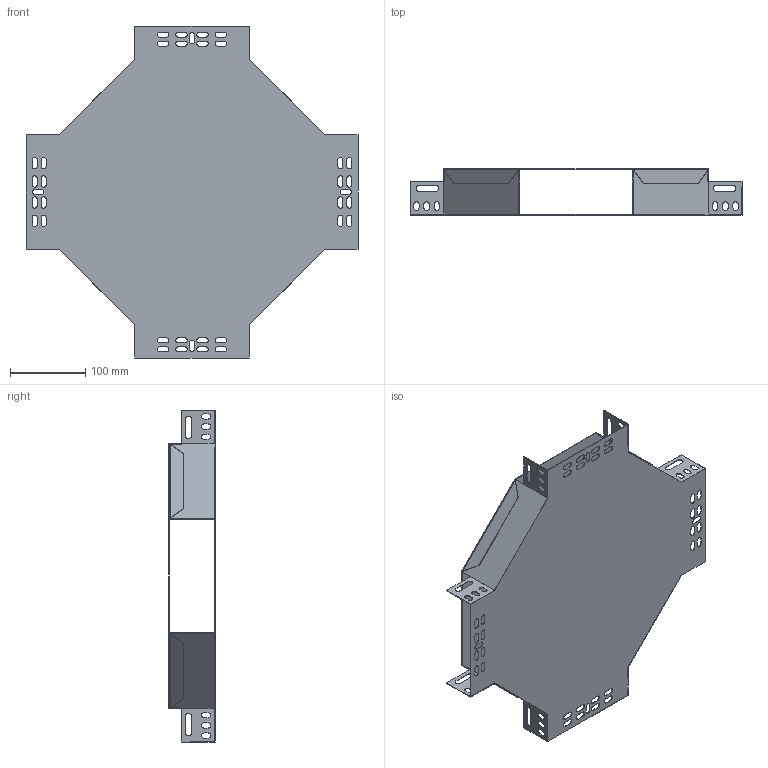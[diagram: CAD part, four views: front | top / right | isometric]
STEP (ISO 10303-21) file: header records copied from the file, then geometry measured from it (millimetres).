
FILE_DESCRIPTION (( 'STEP AP203' ), '1' );
FILE_NAME ('CLP1X-060-150-1 Êðåñòîâèíà 60õ150 ìì..STEP', '2016-03-11T08:20:37', ( '' ), ( '' ), 'SwSTEP 2.0', 'SolidWorks 2014', '' );
FILE_SCHEMA (( 'CONFIG_CONTROL_DESIGN' ));
Length unit declared in the file: millimetre
Products named in the file (1): CLP1X-060-150-1 Êðåñòîâèíà 60õ150 ìì.
Bounding box: 441.34 x 61.6 x 441.34 mm (x, y, z)
Volume: 229429.6 mm3; surface area: 578322.2 mm2
Topology: 2 solids, 2 shells, 364 faces, 1048 edges, 688 vertices
Faces by surface type: plane 228, cylinder 136
Entity records: 12255 total; most frequent: CARTESIAN_POINT 2101, ORIENTED_EDGE 2096, DIRECTION 2050, EDGE_CURVE 1048, VECTOR 776, LINE 776, VERTEX_POINT 688, AXIS2_PLACEMENT_3D 637
